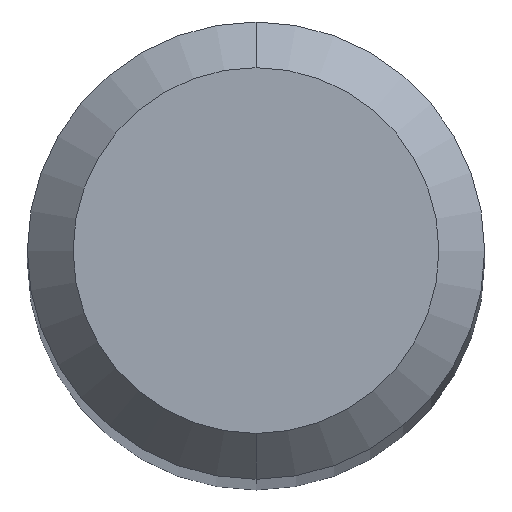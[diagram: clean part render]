
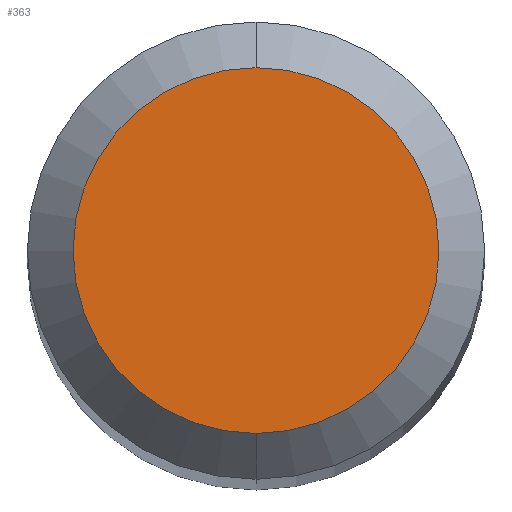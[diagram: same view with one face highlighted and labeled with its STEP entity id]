
A CAD part, top view. The second image highlights one B-rep face of the part: STEP entity #363.
In plain terms, the highlighted planar face has unit normal (0, 0, 1).
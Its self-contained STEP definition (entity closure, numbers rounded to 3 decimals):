
#219=EDGE_CURVE('',#373,#411,#514,.T.);
#363=ADVANCED_FACE('',(#671),#672,.T.);
#373=VERTEX_POINT('',#683);
#391=EDGE_CURVE('',#411,#373,#703,.T.);
#411=VERTEX_POINT('',#725);
#514=CIRCLE('',#891,1.2);
#671=FACE_OUTER_BOUND('',#1217,.T.);
#672=PLANE('',#1218);
#683=CARTESIAN_POINT('',(0.,-1.2,0.0));
#703=CIRCLE('',#1273,1.2);
#725=CARTESIAN_POINT('',(0.0,1.2,0.0));
#891=AXIS2_PLACEMENT_3D('',#1427,#1428,#1429);
#1217=EDGE_LOOP('',(#1593,#1594));
#1218=AXIS2_PLACEMENT_3D('',#1595,#1596,#1597);
#1273=AXIS2_PLACEMENT_3D('',#1641,#1642,#1643);
#1427=CARTESIAN_POINT('',(0.0,0.0,0.0));
#1428=DIRECTION('',(0.0,0.0,-1.0));
#1429=DIRECTION('',(0.0,1.0,0.0));
#1593=ORIENTED_EDGE('',*,*,#391,.F.);
#1594=ORIENTED_EDGE('',*,*,#219,.F.);
#1595=CARTESIAN_POINT('',(0.0,0.6,0.0));
#1596=DIRECTION('',(-0.0,0.0,1.0));
#1597=DIRECTION('',(0.0,-1.0,0.0));
#1641=CARTESIAN_POINT('',(0.0,0.0,0.0));
#1642=DIRECTION('',(0.0,0.0,-1.0));
#1643=DIRECTION('',(0.0,1.0,0.0));
